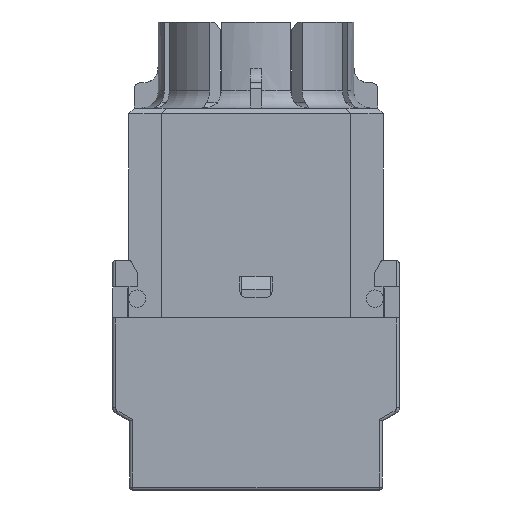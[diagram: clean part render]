
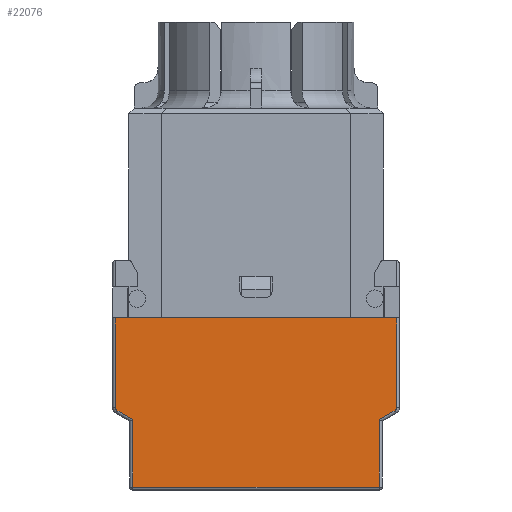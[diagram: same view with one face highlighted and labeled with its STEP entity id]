
A CAD part, left-side view. The second image highlights one B-rep face of the part: STEP entity #22076.
In plain terms, the highlighted planar face has unit normal (-1, 0, 0).
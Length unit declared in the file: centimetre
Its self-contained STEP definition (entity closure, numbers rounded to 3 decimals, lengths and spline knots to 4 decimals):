
#1428=FACE_OUTER_BOUND($,#2575,.T.);
#2575=EDGE_LOOP($,(#16761,#16762,#16763,#16764,#16765,#16766,#16767,#16768,
#16769,#16770,#16771,#16772));
#3431=CIRCLE($,#23468,0.025);
#3432=CIRCLE($,#23469,0.025);
#5031=LINE($,#37354,#7324);
#5160=LINE($,#37677,#7453);
#5161=LINE($,#37678,#7454);
#5162=LINE($,#37680,#7455);
#5163=LINE($,#37682,#7456);
#5164=LINE($,#37686,#7457);
#5165=LINE($,#37688,#7458);
#5166=LINE($,#37690,#7459);
#5167=LINE($,#37692,#7460);
#5168=LINE($,#37694,#7461);
#7324=VECTOR($,#27159,1.65);
#7453=VECTOR($,#27420,0.7845);
#7454=VECTOR($,#27421,0.4);
#7455=VECTOR($,#27422,0.4);
#7456=VECTOR($,#27423,0.7845);
#7457=VECTOR($,#27426,0.1588);
#7458=VECTOR($,#27427,0.5894);
#7459=VECTOR($,#27428,2.15);
#7460=VECTOR($,#27429,0.5894);
#7461=VECTOR($,#27430,0.1588);
#8854=VERTEX_POINT($,#33892);
#8865=VERTEX_POINT($,#33918);
#9751=VERTEX_POINT($,#37675);
#9752=VERTEX_POINT($,#37676);
#9753=VERTEX_POINT($,#37679);
#9754=VERTEX_POINT($,#37681);
#9755=VERTEX_POINT($,#37683);
#9756=VERTEX_POINT($,#37685);
#9757=VERTEX_POINT($,#37687);
#9758=VERTEX_POINT($,#37689);
#9759=VERTEX_POINT($,#37691);
#9760=VERTEX_POINT($,#37693);
#12219=EDGE_CURVE($,#8854,#8865,#5031,.T.);
#12373=EDGE_CURVE($,#9751,#9752,#5160,.T.);
#12374=EDGE_CURVE($,#9751,#8865,#5161,.T.);
#12375=EDGE_CURVE($,#8854,#9753,#5162,.T.);
#12376=EDGE_CURVE($,#9754,#9753,#5163,.T.);
#12377=EDGE_CURVE($,#9755,#9754,#3431,.T.);
#12378=EDGE_CURVE($,#9756,#9755,#5164,.T.);
#12379=EDGE_CURVE($,#9757,#9756,#5165,.T.);
#12380=EDGE_CURVE($,#9758,#9757,#5166,.T.);
#12381=EDGE_CURVE($,#9759,#9758,#5167,.T.);
#12382=EDGE_CURVE($,#9760,#9759,#5168,.T.);
#12383=EDGE_CURVE($,#9752,#9760,#3432,.T.);
#16761=ORIENTED_EDGE($,*,*,#12373,.F.);
#16762=ORIENTED_EDGE($,*,*,#12374,.T.);
#16763=ORIENTED_EDGE($,*,*,#12219,.F.);
#16764=ORIENTED_EDGE($,*,*,#12375,.T.);
#16765=ORIENTED_EDGE($,*,*,#12376,.F.);
#16766=ORIENTED_EDGE($,*,*,#12377,.F.);
#16767=ORIENTED_EDGE($,*,*,#12378,.F.);
#16768=ORIENTED_EDGE($,*,*,#12379,.F.);
#16769=ORIENTED_EDGE($,*,*,#12380,.F.);
#16770=ORIENTED_EDGE($,*,*,#12381,.F.);
#16771=ORIENTED_EDGE($,*,*,#12382,.F.);
#16772=ORIENTED_EDGE($,*,*,#12383,.F.);
#20077=PLANE($,#23467);
#22076=ADVANCED_FACE($,(#1428),#20077,.F.);
#23467=AXIS2_PLACEMENT_3D($,#37674,#27418,#27419);
#23468=AXIS2_PLACEMENT_3D($,#37684,#27424,#27425);
#23469=AXIS2_PLACEMENT_3D($,#37695,#27431,#27432);
#27159=DIRECTION($,(0.,-1.,0.));
#27418=DIRECTION('center_axis',(1.,0.,0.));
#27419=DIRECTION('ref_axis',(0.,0.,-1.));
#27420=DIRECTION($,(0.,0.,-1.));
#27421=DIRECTION($,(0.,1.,0.));
#27422=DIRECTION($,(0.,1.,0.));
#27423=DIRECTION($,(0.,0.,1.));
#27424=DIRECTION('center_axis',(1.,0.,0.));
#27425=DIRECTION('ref_axis',(0.,0.866,-0.5));
#27426=DIRECTION($,(0.,0.866,0.5));
#27427=DIRECTION($,(0.,0.,1.));
#27428=DIRECTION($,(0.,1.,0.));
#27429=DIRECTION($,(0.,0.,-1.));
#27430=DIRECTION($,(0.,0.866,-0.5));
#27431=DIRECTION('center_axis',(1.,0.,0.));
#27432=DIRECTION('ref_axis',(0.,-0.866,
-0.5));
#33892=CARTESIAN_POINT('',(-1.6509,2.1017,-0.5263));
#33918=CARTESIAN_POINT('',(-1.6509,0.4517,-0.5263));
#37354=CARTESIAN_POINT($,(-1.6509,1.2767,-0.5263));
#37674=CARTESIAN_POINT('Origin',(-1.6509,1.2767,-1.0183));
#37675=CARTESIAN_POINT('',(-1.6509,0.0517,-0.5263));
#37676=CARTESIAN_POINT('',(-1.6509,0.0517,-1.3108));
#37677=CARTESIAN_POINT($,(-1.6509,0.0517,-0.5223));
#37678=CARTESIAN_POINT($,(-1.6509,1.9017,-0.5263));
#37679=CARTESIAN_POINT('',(-1.6509,2.5017,-0.5263));
#37680=CARTESIAN_POINT($,(-1.6509,1.9017,-0.5263));
#37681=CARTESIAN_POINT('',(-1.6509,2.5017,-1.3108));
#37682=CARTESIAN_POINT($,(-1.6509,2.5017,-1.1645));
#37683=CARTESIAN_POINT('',(-1.6509,2.4892,-1.3325));
#37684=CARTESIAN_POINT('Origin',(-1.6509,2.4767,-1.3108));
#37685=CARTESIAN_POINT('',(-1.6509,2.3517,-1.4118));
#37686=CARTESIAN_POINT($,(-1.6509,2.0401,-1.5918));
#37687=CARTESIAN_POINT('',(-1.6509,2.3517,-2.0013));
#37688=CARTESIAN_POINT($,(-1.6509,2.3517,-1.5223));
#37689=CARTESIAN_POINT('',(-1.6509,0.2017,-2.0013));
#37690=CARTESIAN_POINT($,(-1.6509,0.7267,-2.0013));
#37691=CARTESIAN_POINT('',(-1.6509,0.2017,-1.4118));
#37692=CARTESIAN_POINT($,(-1.6509,0.2017,-1.2223));
#37693=CARTESIAN_POINT('',(-1.6509,0.0642,-1.3325));
#37694=CARTESIAN_POINT($,(-1.6509,0.4509,-1.5557));
#37695=CARTESIAN_POINT('Origin',(-1.6509,0.0767,-1.3108));
